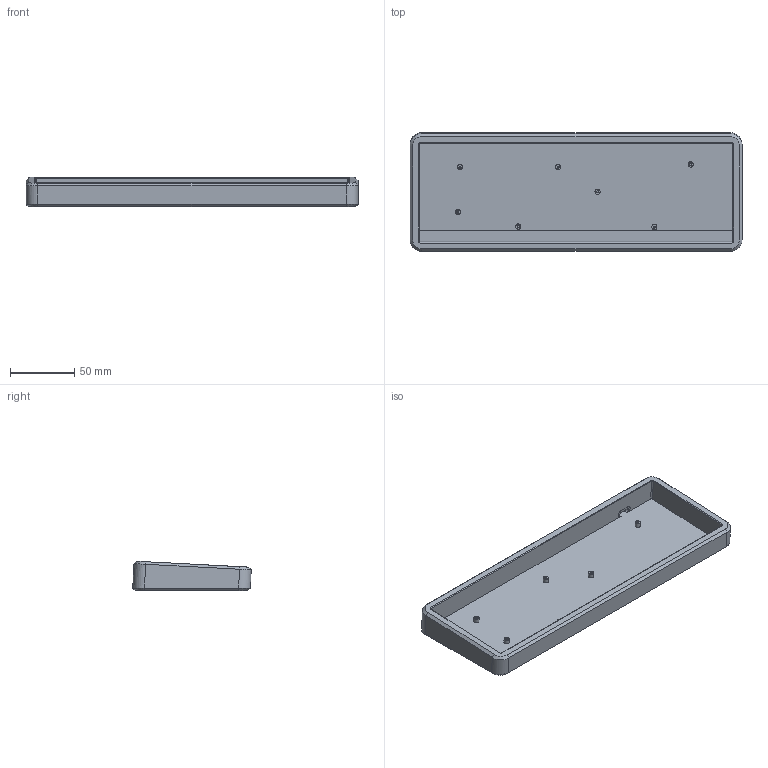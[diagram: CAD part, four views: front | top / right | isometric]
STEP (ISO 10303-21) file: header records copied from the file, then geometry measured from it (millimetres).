
FILE_DESCRIPTION(/* description */ (''),/* implementation_level */ '2;1');
FILE_NAME(/* name */ 'mfr2 plain bottom w bumpons.step',/* time_stamp */ '2023-08-20T10:57:16-07:00',/* author */ (''),/* organization */ (''),/* preprocessor_version */ 'ST-DEVELOPER v20',/* originating_system */ 'Autodesk Translation Framework v12.9.0.99',/* authorisation */ '');
FILE_SCHEMA (('AUTOMOTIVE_DESIGN { 1 0 10303 214 3 1 1 }'));
Length unit declared in the file: millimetre
Products named in the file (1): mfr2 for CNC
Bounding box: 257.89 x 92.07 x 22.92 mm (x, y, z)
Volume: 141847 mm3; surface area: 71322 mm2
Topology: 1 solids, 1 shells, 118 faces, 257 edges, 160 vertices
Faces by surface type: plane 60, cylinder 38, cone 12, bspline 8
Full cylindrical faces by diameter (mm): 1.623 x7, 4 x7, 6.5 x4
Entity records: 3511 total; most frequent: CARTESIAN_POINT 850, DIRECTION 557, ORIENTED_EDGE 514, EDGE_CURVE 257, AXIS2_PLACEMENT_3D 199, VERTEX_POINT 160, LINE 159, VECTOR 159
